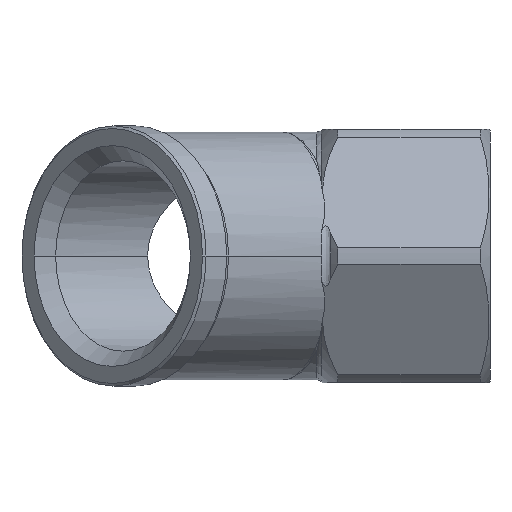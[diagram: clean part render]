
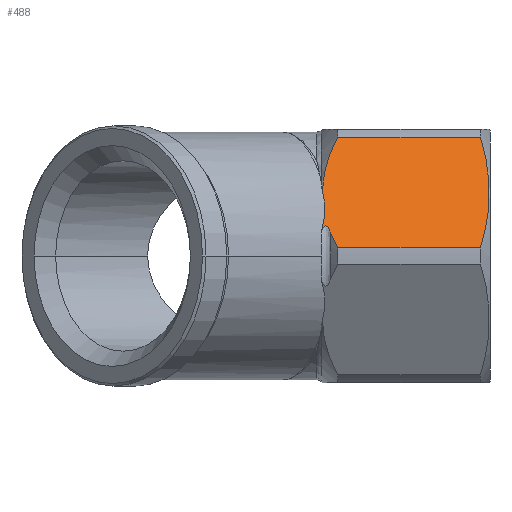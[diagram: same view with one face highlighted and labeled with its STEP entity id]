
A CAD part, left-side view. The second image highlights one B-rep face of the part: STEP entity #488.
In plain terms, the highlighted planar face has unit normal (-0.866, 0, 0.5).
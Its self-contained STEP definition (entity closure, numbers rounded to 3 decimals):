
#152 = VERTEX_POINT ( 'NONE', #1161 ) ;
#162 = EDGE_CURVE ( 'NONE', #152, #166, #1186, .T. ) ;
#166 = VERTEX_POINT ( 'NONE', #1171 ) ;
#476 = EDGE_CURVE ( 'NONE', #558, #152, #1785, .T. ) ;
#477 = ORIENTED_EDGE ( 'NONE', *, *, #162, .T. ) ;
#488 = ADVANCED_FACE ( 'NONE', ( #1815 ), #1814, .F. ) ;
#489 = EDGE_LOOP ( 'NONE', ( #490, #550, #552, #553, #556, #559, #477 ) ) ;
#490 = ORIENTED_EDGE ( 'NONE', *, *, #491, .F. ) ;
#491 = EDGE_CURVE ( 'NONE', #492, #166, #1802, .T. ) ;
#492 = VERTEX_POINT ( 'NONE', #1804 ) ;
#550 = ORIENTED_EDGE ( 'NONE', *, *, #551, .T. ) ;
#551 = EDGE_CURVE ( 'NONE', #492, #3380, #1917, .T. ) ;
#552 = ORIENTED_EDGE ( 'NONE', *, *, #3384, .T. ) ;
#553 = ORIENTED_EDGE ( 'NONE', *, *, #554, .T. ) ;
#554 = EDGE_CURVE ( 'NONE', #3381, #555, #1974, .T. ) ;
#555 = VERTEX_POINT ( 'NONE', #1970 ) ;
#556 = ORIENTED_EDGE ( 'NONE', *, *, #557, .T. ) ;
#557 = EDGE_CURVE ( 'NONE', #555, #558, #1951, .T. ) ;
#558 = VERTEX_POINT ( 'NONE', #1950 ) ;
#559 = ORIENTED_EDGE ( 'NONE', *, *, #476, .T. ) ;
#1161 = CARTESIAN_POINT ( 'NONE',  ( -6.138, 12., 9.368 ) ) ;
#1171 = CARTESIAN_POINT ( 'NONE',  ( -8.609, 13.199, 5.088 ) ) ;
#1176 = CARTESIAN_POINT ( 'NONE',  ( -8.609, 13.199, 5.088 ) ) ;
#1177 = CARTESIAN_POINT ( 'NONE',  ( -8.395, 13.195, 5.46 ) ) ;
#1178 = CARTESIAN_POINT ( 'NONE',  ( -8.178, 13.162, 5.836 ) ) ;
#1179 = CARTESIAN_POINT ( 'NONE',  ( -7.755, 13.046, 6.569 ) ) ;
#1180 = CARTESIAN_POINT ( 'NONE',  ( -7.546, 12.963, 6.929 ) ) ;
#1181 = CARTESIAN_POINT ( 'NONE',  ( -6.93, 12.648, 7.997 ) ) ;
#1182 = CARTESIAN_POINT ( 'NONE',  ( -6.53, 12.353, 8.689 ) ) ;
#1183 = CARTESIAN_POINT ( 'NONE',  ( -6.138, 12., 9.368 ) ) ;
#1186 = B_SPLINE_CURVE_WITH_KNOTS ( 'NONE', 3,
 ( #1183, #1182, #1181, #1180, #1179, #1178, #1177, #1176 ),
 .UNSPECIFIED., .F., .F.,
 ( 4, 2, 2, 4 ),
 ( 0., 0.003, 0.004, 0.005 ),
 .UNSPECIFIED. ) ;
#1782 = DIRECTION ( 'NONE',  ( 0., 1., 0. ) ) ;
#1783 = VECTOR ( 'NONE', #1782, 1000. ) ;
#1784 = CARTESIAN_POINT ( 'NONE',  ( -6.138, -14.345, 9.368 ) ) ;
#1785 = LINE ( 'NONE', #1784, #1783 ) ;
#1798 = CARTESIAN_POINT ( 'NONE',  ( -8.609, 13.199, 5.088 ) ) ;
#1799 = CARTESIAN_POINT ( 'NONE',  ( -9.176, 12.917, 4.107 ) ) ;
#1800 = CARTESIAN_POINT ( 'NONE',  ( -9.795, 12.943, 3.035 ) ) ;
#1801 = CARTESIAN_POINT ( 'NONE',  ( -10.447, 13.276, 1.906 ) ) ;
#1802 =( BOUNDED_CURVE ( )  B_SPLINE_CURVE ( 3, ( #1801, #1800, #1799, #1798 ),
 .UNSPECIFIED., .F., .T. ) 
 B_SPLINE_CURVE_WITH_KNOTS ( ( 4, 4 ),
 ( 5.795, 6.148 ),
 .UNSPECIFIED. ) 
 CURVE ( )  GEOMETRIC_REPRESENTATION_ITEM ( )  RATIONAL_B_SPLINE_CURVE ( ( 1., 0.99, 0.99, 1. ) ) 
 REPRESENTATION_ITEM ( '' )  );
#1804 = CARTESIAN_POINT ( 'NONE',  ( -10.447, 13.276, 1.906 ) ) ;
#1805 = DIRECTION ( 'NONE',  ( -0.5, 0., -0.866 ) ) ;
#1806 = DIRECTION ( 'NONE',  ( 0.866, 0., -0.5 ) ) ;
#1807 = CARTESIAN_POINT ( 'NONE',  ( -11.547, 15., 0. ) ) ;
#1808 = AXIS2_PLACEMENT_3D ( 'NONE', #1807, #1806, #1805 ) ;
#1814 = PLANE ( 'NONE',  #1808 ) ;
#1815 = FACE_OUTER_BOUND ( 'NONE', #489, .T. ) ;
#1917 = B_SPLINE_CURVE_WITH_KNOTS ( 'NONE', 3,
 ( #1969, #1968, #1967, #1966, #1965, #1964, #1963, #1962, #1961, #1960, #1959, #1958, #1957, #1956, #1955, #1954, #1953, #1952 ),
 .UNSPECIFIED., .F., .F.,
 ( 4, 2, 2, 2, 2, 2, 2, 2, 4 ),
 ( 0., 0., 0.001, 0.001, 0.001, 0.001, 0.001, 0.001, 0.001 ),
 .UNSPECIFIED. ) ;
#1945 = CARTESIAN_POINT ( 'NONE',  ( -9.094, 0.059, 4.249 ) ) ;
#1946 = CARTESIAN_POINT ( 'NONE',  ( -9.516, 0.123, 3.518 ) ) ;
#1947 = CARTESIAN_POINT ( 'NONE',  ( -10.353, 0.362, 2.068 ) ) ;
#1948 = CARTESIAN_POINT ( 'NONE',  ( -10.769, 0.536, 1.348 ) ) ;
#1949 = CARTESIAN_POINT ( 'NONE',  ( -11.182, 0.751, 0.632 ) ) ;
#1950 = CARTESIAN_POINT ( 'NONE',  ( -6.138, 0.751, 9.368 ) ) ;
#1951 = B_SPLINE_CURVE_WITH_KNOTS ( 'NONE', 3,
 ( #1949, #1948, #1947, #1946, #1945, #2009, #2008, #2007, #2006, #2005, #2004, #2003 ),
 .UNSPECIFIED., .F., .F.,
 ( 4, 2, 2, 2, 2, 4 ),
 ( 0., 0.003, 0.005, 0.006, 0.008, 0.01 ),
 .UNSPECIFIED. ) ;
#1952 = CARTESIAN_POINT ( 'NONE',  ( -10.458, 12.573, 1.886 ) ) ;
#1953 = CARTESIAN_POINT ( 'NONE',  ( -10.404, 12.61, 1.979 ) ) ;
#1954 = CARTESIAN_POINT ( 'NONE',  ( -10.352, 12.651, 2.07 ) ) ;
#1955 = CARTESIAN_POINT ( 'NONE',  ( -10.277, 12.731, 2.199 ) ) ;
#1956 = CARTESIAN_POINT ( 'NONE',  ( -10.253, 12.76, 2.242 ) ) ;
#1957 = CARTESIAN_POINT ( 'NONE',  ( -10.22, 12.813, 2.299 ) ) ;
#1958 = CARTESIAN_POINT ( 'NONE',  ( -10.209, 12.833, 2.317 ) ) ;
#1959 = CARTESIAN_POINT ( 'NONE',  ( -10.191, 12.877, 2.348 ) ) ;
#1960 = CARTESIAN_POINT ( 'NONE',  ( -10.184, 12.902, 2.361 ) ) ;
#1961 = CARTESIAN_POINT ( 'NONE',  ( -10.177, 12.958, 2.372 ) ) ;
#1962 = CARTESIAN_POINT ( 'NONE',  ( -10.18, 12.988, 2.368 ) ) ;
#1963 = CARTESIAN_POINT ( 'NONE',  ( -10.192, 13.039, 2.346 ) ) ;
#1964 = CARTESIAN_POINT ( 'NONE',  ( -10.202, 13.06, 2.329 ) ) ;
#1965 = CARTESIAN_POINT ( 'NONE',  ( -10.235, 13.116, 2.273 ) ) ;
#1966 = CARTESIAN_POINT ( 'NONE',  ( -10.26, 13.144, 2.229 ) ) ;
#1967 = CARTESIAN_POINT ( 'NONE',  ( -10.337, 13.215, 2.095 ) ) ;
#1968 = CARTESIAN_POINT ( 'NONE',  ( -10.392, 13.248, 2.001 ) ) ;
#1969 = CARTESIAN_POINT ( 'NONE',  ( -10.447, 13.276, 1.906 ) ) ;
#1970 = CARTESIAN_POINT ( 'NONE',  ( -11.182, 0.751, 0.632 ) ) ;
#1971 = DIRECTION ( 'NONE',  ( 0., -1., 0. ) ) ;
#1972 = VECTOR ( 'NONE', #1971, 1000. ) ;
#1973 = CARTESIAN_POINT ( 'NONE',  ( -11.182, -14.345, 0.632 ) ) ;
#1974 = LINE ( 'NONE', #1973, #1972 ) ;
#2003 = CARTESIAN_POINT ( 'NONE',  ( -6.138, 0.751, 9.368 ) ) ;
#2004 = CARTESIAN_POINT ( 'NONE',  ( -6.553, 0.535, 8.651 ) ) ;
#2005 = CARTESIAN_POINT ( 'NONE',  ( -6.97, 0.36, 7.927 ) ) ;
#2006 = CARTESIAN_POINT ( 'NONE',  ( -7.603, 0.181, 6.831 ) ) ;
#2007 = CARTESIAN_POINT ( 'NONE',  ( -7.815, 0.134, 6.463 ) ) ;
#2008 = CARTESIAN_POINT ( 'NONE',  ( -8.242, 0.073, 5.724 ) ) ;
#2009 = CARTESIAN_POINT ( 'NONE',  ( -8.456, 0.057, 5.353 ) ) ;
#2665 = CARTESIAN_POINT ( 'NONE',  ( -11.182, 12., 0.632 ) ) ;
#2666 = CARTESIAN_POINT ( 'NONE',  ( -10.458, 12.573, 1.886 ) ) ;
#2685 = CARTESIAN_POINT ( 'NONE',  ( -11.182, 12., 0.632 ) ) ;
#2686 = CARTESIAN_POINT ( 'NONE',  ( -10.945, 12.213, 1.042 ) ) ;
#2687 = CARTESIAN_POINT ( 'NONE',  ( -10.704, 12.407, 1.461 ) ) ;
#2688 = CARTESIAN_POINT ( 'NONE',  ( -10.458, 12.573, 1.886 ) ) ;
#2690 = B_SPLINE_CURVE_WITH_KNOTS ( 'NONE', 3,
 ( #2688, #2687, #2686, #2685 ),
 .UNSPECIFIED., .F., .F.,
 ( 4, 4 ),
 ( 0.009, 0.01 ),
 .UNSPECIFIED. ) ;
#3380 = VERTEX_POINT ( 'NONE', #2666 ) ;
#3381 = VERTEX_POINT ( 'NONE', #2665 ) ;
#3384 = EDGE_CURVE ( 'NONE', #3380, #3381, #2690, .T. ) ;
